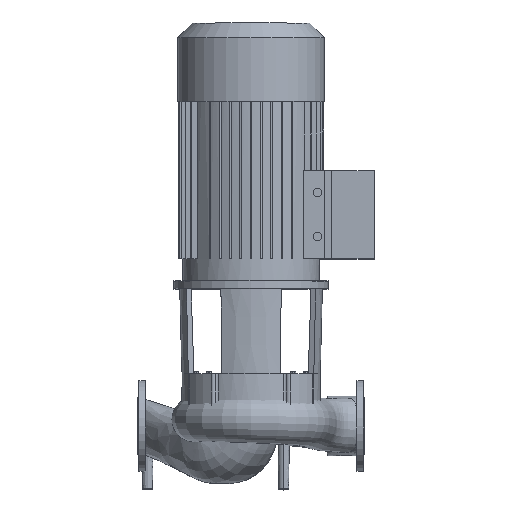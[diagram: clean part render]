
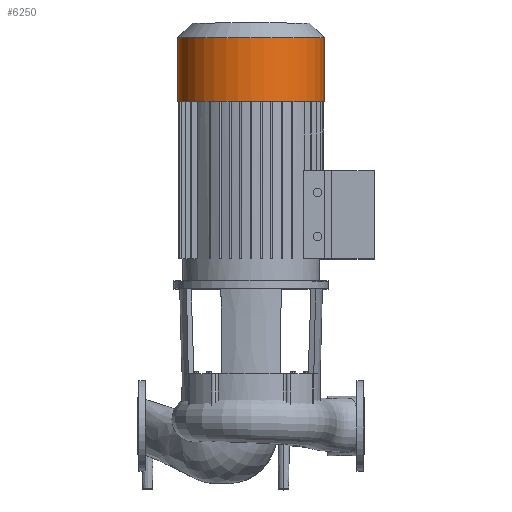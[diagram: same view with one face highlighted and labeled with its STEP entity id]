
A CAD part, top view. The second image highlights one B-rep face of the part: STEP entity #6250.
In plain terms, the highlighted cylindrical face has radius 178 mm (diameter 356 mm), a partial arc.
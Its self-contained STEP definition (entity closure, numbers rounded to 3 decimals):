
#280=CARTESIAN_POINT('',(453.0,786.5,225.0));
#281=VERTEX_POINT('',#280);
#282=CARTESIAN_POINT('',(453.,941.4,225.0));
#283=VERTEX_POINT('',#282);
#284=CARTESIAN_POINT('',(453.0,786.5,225.0));
#285=DIRECTION('',(0.0,1.0,0.0));
#286=VECTOR('',#285,154.9);
#287=LINE('',#284,#286);
#288=EDGE_CURVE('',#281,#283,#287,.T.);
#290=CARTESIAN_POINT('',(97.0,786.5,225.));
#291=VERTEX_POINT('',#290);
#299=CARTESIAN_POINT('',(97.0,941.4,225.));
#300=VERTEX_POINT('',#299);
#301=CARTESIAN_POINT('',(97.0,786.5,225.));
#302=DIRECTION('',(0.0,1.0,0.0));
#303=VECTOR('',#302,154.9);
#304=LINE('',#301,#303);
#305=EDGE_CURVE('',#291,#300,#304,.T.);
#4365=CARTESIAN_POINT('',(275.0,786.5,225.0));
#4366=DIRECTION('',(0.0,1.0,0.0));
#4367=DIRECTION('',(1.0,0.0,0.0));
#4368=AXIS2_PLACEMENT_3D('',#4365,#4366,#4367);
#4369=CIRCLE('',#4368,178.0);
#4370=EDGE_CURVE('',#291,#281,#4369,.T.);
#6229=CARTESIAN_POINT('',(275.0,941.4,225.0));
#6230=DIRECTION('',(0.0,1.0,0.0));
#6231=DIRECTION('',(1.0,0.0,0.0));
#6232=AXIS2_PLACEMENT_3D('',#6229,#6230,#6231);
#6233=CIRCLE('',#6232,178.0);
#6234=EDGE_CURVE('',#300,#283,#6233,.T.);
#6239=CARTESIAN_POINT('',(275.0,977.0,225.0));
#6240=DIRECTION('',(0.0,-1.0,0.0));
#6241=DIRECTION('',(1.0,0.0,0.0));
#6242=AXIS2_PLACEMENT_3D('',#6239,#6240,#6241);
#6243=CYLINDRICAL_SURFACE('',#6242,178.0);
#6244=ORIENTED_EDGE('',*,*,#288,.T.);
#6245=ORIENTED_EDGE('',*,*,#6234,.F.);
#6246=ORIENTED_EDGE('',*,*,#305,.F.);
#6247=ORIENTED_EDGE('',*,*,#4370,.T.);
#6248=EDGE_LOOP('',(#6244,#6245,#6246,#6247));
#6249=FACE_OUTER_BOUND('',#6248,.T.);
#6250=ADVANCED_FACE('',(#6249),#6243,.T.);
